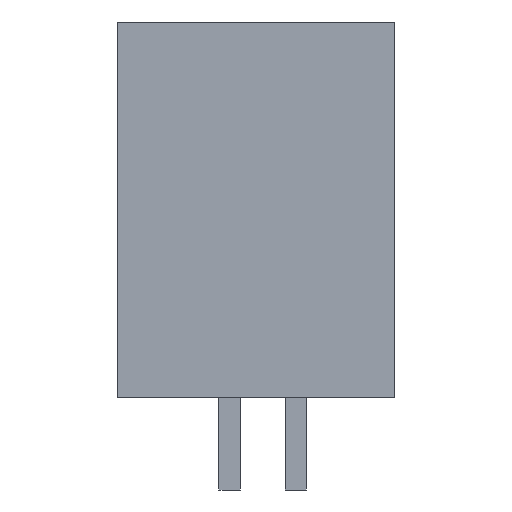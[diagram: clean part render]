
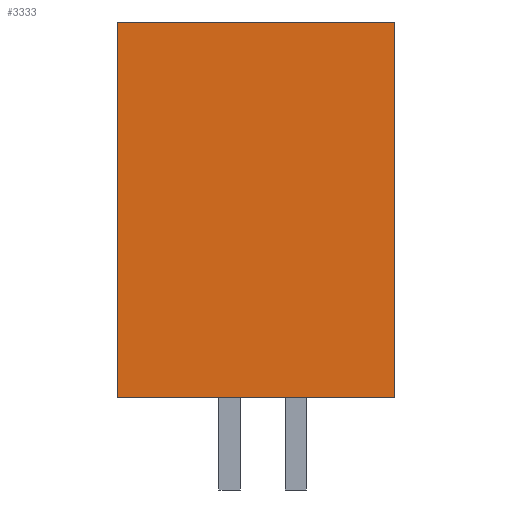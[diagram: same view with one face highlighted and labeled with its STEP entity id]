
A CAD part, left-side view. The second image highlights one B-rep face of the part: STEP entity #3333.
In plain terms, the highlighted planar face has unit normal (-1, 0, 0).
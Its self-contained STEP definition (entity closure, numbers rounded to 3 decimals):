
#3306=AXIS2_PLACEMENT_3D('Plane Axis2P3D',#3303,#3304,#3305) ;
#453=CARTESIAN_POINT('Vertex',(0.,0.,17.7)) ;
#458=CARTESIAN_POINT('Line Origine',(0.,0.,10.6)) ;
#462=CARTESIAN_POINT('Vertex',(0.,0.,3.5)) ;
#3303=CARTESIAN_POINT('Axis2P3D Location',(0.,10.5,0.)) ;
#3308=CARTESIAN_POINT('Line Origine',(0.,10.5,10.6)) ;
#3312=CARTESIAN_POINT('Vertex',(0.,10.5,17.7)) ;
#3314=CARTESIAN_POINT('Vertex',(0.,10.5,3.5)) ;
#3317=CARTESIAN_POINT('Line Origine',(0.,5.25,3.5)) ;
#3322=CARTESIAN_POINT('Line Origine',(0.,5.25,17.7)) ;
#459=DIRECTION('Vector Direction',(0.,0.,1.)) ;
#3304=DIRECTION('Axis2P3D Direction',(-1.,0.,0.)) ;
#3305=DIRECTION('Axis2P3D XDirection',(0.,-1.,0.)) ;
#3309=DIRECTION('Vector Direction',(0.,0.,1.)) ;
#3318=DIRECTION('Vector Direction',(0.,-1.,0.)) ;
#3323=DIRECTION('Vector Direction',(0.,-1.,0.)) ;
#460=VECTOR('Line Direction',#459,1.) ;
#3310=VECTOR('Line Direction',#3309,1.) ;
#3319=VECTOR('Line Direction',#3318,1.) ;
#3324=VECTOR('Line Direction',#3323,1.) ;
#3328=ORIENTED_EDGE('',*,*,#3316,.T.) ;
#3329=ORIENTED_EDGE('',*,*,#3321,.T.) ;
#3330=ORIENTED_EDGE('',*,*,#464,.T.) ;
#3331=ORIENTED_EDGE('',*,*,#3326,.T.) ;
#3333=ADVANCED_FACE('HOUSING',(#3332),#3307,.T.) ;
#464=EDGE_CURVE('',#463,#454,#461,.T.) ;
#3316=EDGE_CURVE('',#3313,#3315,#3311,.F.) ;
#3321=EDGE_CURVE('',#3315,#463,#3320,.T.) ;
#3326=EDGE_CURVE('',#454,#3313,#3325,.F.) ;
#3327=EDGE_LOOP('',(#3328,#3329,#3330,#3331)) ;
#3332=FACE_OUTER_BOUND('',#3327,.T.) ;
#461=LINE('Line',#458,#460) ;
#3311=LINE('Line',#3308,#3310) ;
#3320=LINE('Line',#3317,#3319) ;
#3325=LINE('Line',#3322,#3324) ;
#3307=PLANE('',#3306) ;
#454=VERTEX_POINT('',#453) ;
#463=VERTEX_POINT('',#462) ;
#3313=VERTEX_POINT('',#3312) ;
#3315=VERTEX_POINT('',#3314) ;
